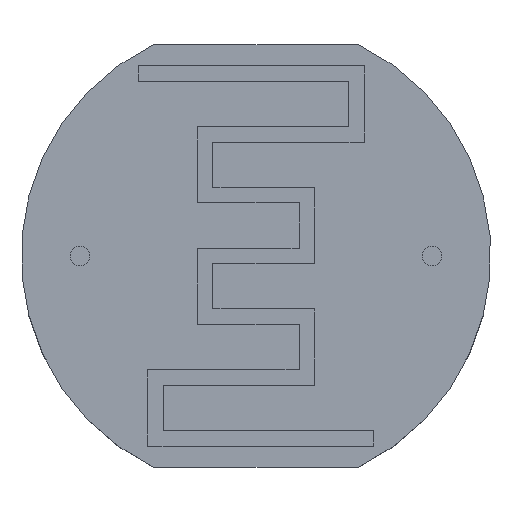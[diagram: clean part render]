
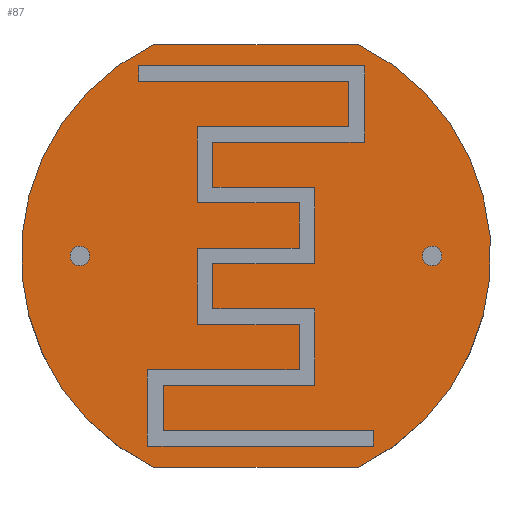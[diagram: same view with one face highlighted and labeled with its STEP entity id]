
A CAD part, top view. The second image highlights one B-rep face of the part: STEP entity #87.
In plain terms, the highlighted planar face has unit normal (0, 0, 1).
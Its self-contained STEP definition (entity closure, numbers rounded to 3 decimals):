
#13=DIRECTION('',(0.,0.,1.));
#22=VERTEX_POINT('',#23);
#23=CARTESIAN_POINT('',(1.885,5.4,4.9));
#36=DIRECTION('',(1.,0.,0.));
#39=VERTEX_POINT('',#40);
#40=CARTESIAN_POINT('',(1.885,-5.4,4.9));
#42=ORIENTED_EDGE('',*,*,#43,.F.);
#43=EDGE_CURVE('',#22,#39,#44,.T.);
#44=CIRCLE('',#45,6.);
#45=AXIS2_PLACEMENT_3D('',#46,#13,#36);
#46=CARTESIAN_POINT('',(4.5,0.,4.9));
#56=VECTOR('',#36,1.);
#59=VERTEX_POINT('',#60);
#60=CARTESIAN_POINT('',(7.115,5.4,4.9));
#63=EDGE_CURVE('',#22,#59,#64,.T.);
#64=LINE('',#23,#56);
#79=VERTEX_POINT('',#80);
#80=CARTESIAN_POINT('',(7.115,-5.4,4.9));
#82=ORIENTED_EDGE('',*,*,#83,.F.);
#83=EDGE_CURVE('',#39,#79,#84,.T.);
#84=LINE('',#40,#56);
#87=ADVANCED_FACE('',(#88,#93,#103),#112,.F.);
#88=FACE_BOUND('',#89,.F.);
#89=EDGE_LOOP('',(#42,#90,#91,#82));
#90=ORIENTED_EDGE('',*,*,#63,.T.);
#91=ORIENTED_EDGE('',*,*,#92,.F.);
#92=EDGE_CURVE('',#79,#59,#44,.T.);
#93=FACE_BOUND('',#94,.F.);
#94=EDGE_LOOP('',(#95));
#95=ORIENTED_EDGE('',*,*,#96,.F.);
#96=EDGE_CURVE('',#97,#97,#99,.T.);
#97=VERTEX_POINT('',#98);
#98=CARTESIAN_POINT('',(9.25,0.,4.9));
#99=CIRCLE('',#100,0.25);
#100=AXIS2_PLACEMENT_3D('',#101,#102,#36);
#101=CARTESIAN_POINT('',(9.,0.,4.9));
#102=DIRECTION('',(0.,0.,-1.));
#103=FACE_BOUND('',#104,.F.);
#104=EDGE_LOOP('',(#105));
#105=ORIENTED_EDGE('',*,*,#106,.F.);
#106=EDGE_CURVE('',#107,#107,#109,.T.);
#107=VERTEX_POINT('',#108);
#108=CARTESIAN_POINT('',(0.25,0.,4.9));
#109=CIRCLE('',#110,0.25);
#110=AXIS2_PLACEMENT_3D('',#111,#102,#36);
#111=CARTESIAN_POINT('',(0.,0.,4.9));
#112=PLANE('',#113);
#113=AXIS2_PLACEMENT_3D('',#23,#102,#114);
#114=DIRECTION('',(-1.,0.,0.));
